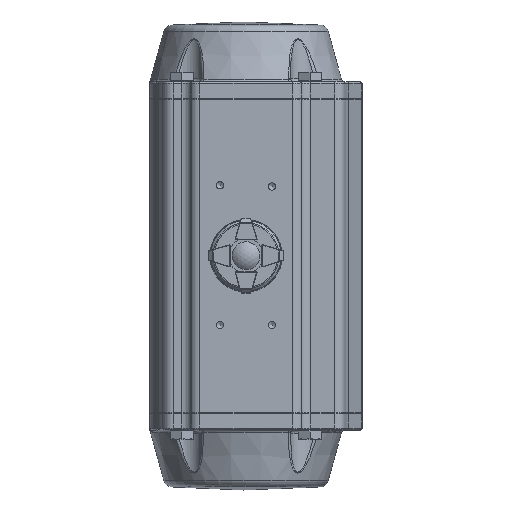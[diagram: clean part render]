
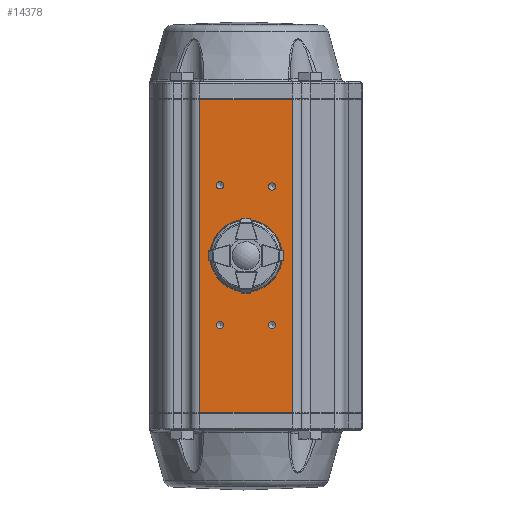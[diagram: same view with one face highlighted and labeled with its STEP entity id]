
A CAD part, top view. The second image highlights one B-rep face of the part: STEP entity #14378.
In plain terms, the highlighted face is planar.
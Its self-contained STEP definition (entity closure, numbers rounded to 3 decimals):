
#1530=CIRCLE('',#15679,2.1);
#1532=CIRCLE('',#15683,2.1);
#1534=CIRCLE('',#15687,2.1);
#1536=CIRCLE('',#15691,2.1);
#1556=CIRCLE('',#15729,18.3);
#4625=ORIENTED_EDGE('',*,*,#6919,.T.);
#4626=ORIENTED_EDGE('',*,*,#7029,.T.);
#4627=ORIENTED_EDGE('',*,*,#6914,.F.);
#4628=ORIENTED_EDGE('',*,*,#7030,.T.);
#4629=ORIENTED_EDGE('',*,*,#6809,.F.);
#4630=ORIENTED_EDGE('',*,*,#6807,.F.);
#4631=ORIENTED_EDGE('',*,*,#6805,.F.);
#4632=ORIENTED_EDGE('',*,*,#6803,.F.);
#4633=ORIENTED_EDGE('',*,*,#6829,.T.);
#6803=EDGE_CURVE('',#8263,#8263,#1530,.T.);
#6805=EDGE_CURVE('',#8266,#8266,#1532,.T.);
#6807=EDGE_CURVE('',#8269,#8269,#1534,.T.);
#6809=EDGE_CURVE('',#8272,#8272,#1536,.T.);
#6829=EDGE_CURVE('',#8300,#8300,#1556,.T.);
#6914=EDGE_CURVE('',#8379,#8380,#9215,.T.);
#6919=EDGE_CURVE('',#8384,#8383,#9217,.T.);
#7029=EDGE_CURVE('',#8383,#8380,#9302,.T.);
#7030=EDGE_CURVE('',#8379,#8384,#9303,.T.);
#8263=VERTEX_POINT('',#27278);
#8266=VERTEX_POINT('',#27285);
#8269=VERTEX_POINT('',#27292);
#8272=VERTEX_POINT('',#27299);
#8300=VERTEX_POINT('',#27365);
#8379=VERTEX_POINT('',#27540);
#8380=VERTEX_POINT('',#27541);
#8383=VERTEX_POINT('',#27549);
#8384=VERTEX_POINT('',#27551);
#9215=LINE('',#27539,#10025);
#9217=LINE('',#27550,#10027);
#9302=LINE('',#27782,#10112);
#9303=LINE('',#27783,#10113);
#10025=VECTOR('',#19067,1000.);
#10027=VECTOR('',#19077,1000.);
#10112=VECTOR('',#19286,1000.);
#10113=VECTOR('',#19287,1000.);
#11073=EDGE_LOOP('',(#4625,#4626,#4627,#4628));
#11074=EDGE_LOOP('',(#4629));
#11075=EDGE_LOOP('',(#4630));
#11076=EDGE_LOOP('',(#4631));
#11077=EDGE_LOOP('',(#4632));
#11078=EDGE_LOOP('',(#4633));
#12138=FACE_BOUND('',#11073,.T.);
#12139=FACE_BOUND('',#11074,.T.);
#12140=FACE_BOUND('',#11075,.T.);
#12141=FACE_BOUND('',#11076,.T.);
#12142=FACE_BOUND('',#11077,.T.);
#12143=FACE_BOUND('',#11078,.T.);
#12597=PLANE('',#15848);
#14378=ADVANCED_FACE('',(#12138,#12139,#12140,#12141,#12142,#12143),#12597,
 .F.);
#15679=AXIS2_PLACEMENT_3D('',#27277,#18817,#18818);
#15683=AXIS2_PLACEMENT_3D('',#27284,#18825,#18826);
#15687=AXIS2_PLACEMENT_3D('',#27291,#18833,#18834);
#15691=AXIS2_PLACEMENT_3D('',#27298,#18841,#18842);
#15729=AXIS2_PLACEMENT_3D('',#27364,#18917,#18918);
#15848=AXIS2_PLACEMENT_3D('',#27781,#19284,#19285);
#18817=DIRECTION('',(0.,1.,0.));
#18818=DIRECTION('',(0.,0.,1.));
#18825=DIRECTION('',(0.,1.,0.));
#18826=DIRECTION('',(0.,0.,1.));
#18833=DIRECTION('',(0.,1.,0.));
#18834=DIRECTION('',(0.,0.,1.));
#18841=DIRECTION('',(0.,1.,0.));
#18842=DIRECTION('',(0.,0.,1.));
#18917=DIRECTION('',(0.,-1.,0.));
#18918=DIRECTION('',(0.,0.,1.));
#19067=DIRECTION('',(0.,0.,-1.));
#19077=DIRECTION('',(0.,0.,-1.));
#19284=DIRECTION('',(0.,-1.,0.));
#19285=DIRECTION('',(0.,0.,-1.));
#19286=DIRECTION('',(-1.,0.,0.));
#19287=DIRECTION('',(1.,0.,0.));
#27277=CARTESIAN_POINT('',(15.,64.,40.729));
#27278=CARTESIAN_POINT('',(15.,64.,42.829));
#27284=CARTESIAN_POINT('',(-15.,64.,40.));
#27285=CARTESIAN_POINT('',(-15.,64.,42.1));
#27291=CARTESIAN_POINT('',(15.,64.,-40.));
#27292=CARTESIAN_POINT('',(15.,64.,-37.9));
#27298=CARTESIAN_POINT('',(-15.,64.,-40.));
#27299=CARTESIAN_POINT('',(-15.,64.,-37.9));
#27364=CARTESIAN_POINT('',(0.,64.,0.));
#27365=CARTESIAN_POINT('',(0.,64.,18.3));
#27539=CARTESIAN_POINT('',(-26.647,64.,91.));
#27540=CARTESIAN_POINT('',(-26.647,64.,90.5));
#27541=CARTESIAN_POINT('',(-26.647,64.,-90.5));
#27549=CARTESIAN_POINT('',(26.647,64.,-90.5));
#27550=CARTESIAN_POINT('',(26.647,64.,91.));
#27551=CARTESIAN_POINT('',(26.647,64.,90.5));
#27781=CARTESIAN_POINT('',(26.647,64.,91.));
#27782=CARTESIAN_POINT('',(26.647,64.,-90.5));
#27783=CARTESIAN_POINT('',(26.647,64.,90.5));
